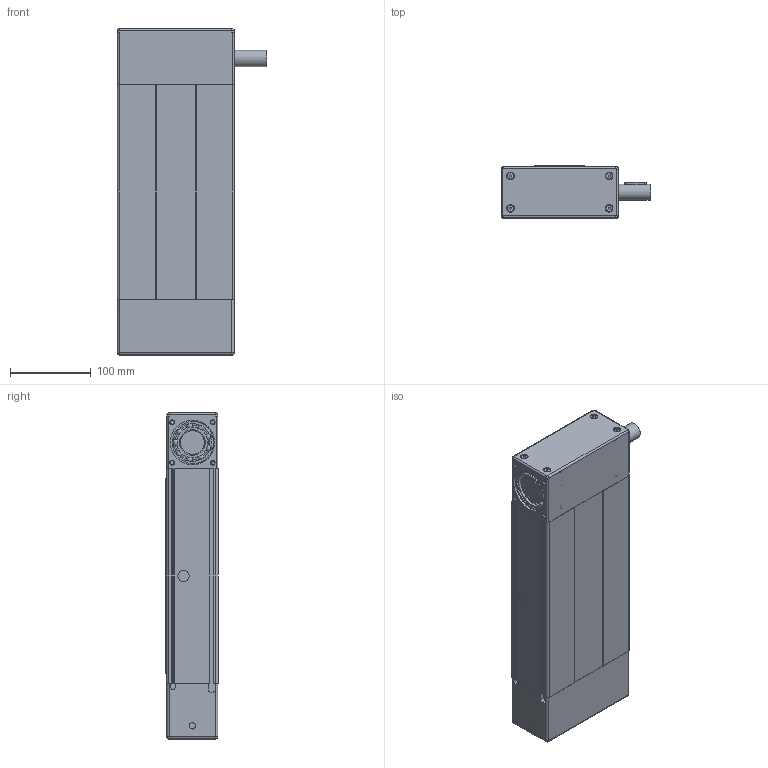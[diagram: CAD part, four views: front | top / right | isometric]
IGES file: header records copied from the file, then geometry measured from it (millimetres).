
Global section: file name: No Iges File Name specified; native system: Autodesk Inventor 2012; preprocessor: AutoDesk Inventor Iges Exporter R2012; author: MFrelih; date: 20120425.094000; units: millimetre
Bounding box: 185 x 65 x 403 mm (x, y, z)
Volume: 2478002 mm3; surface area: 634375.5 mm2
Topology: 3 solids, 19 shells, 1548 faces, 4222 edges, 2705 vertices
Faces by surface type: plane 732, revolution 385, cylinder 376, sphere 22, cone 17, torus 12, bspline 4
Full cylindrical faces by diameter (mm): 3 x4, 4 x4, 5 x6, 8 x4, 8.5 x4, 20 x1, 28.6 x2, 30 x4, 38 x4, 42.9 x2, 55 x2
